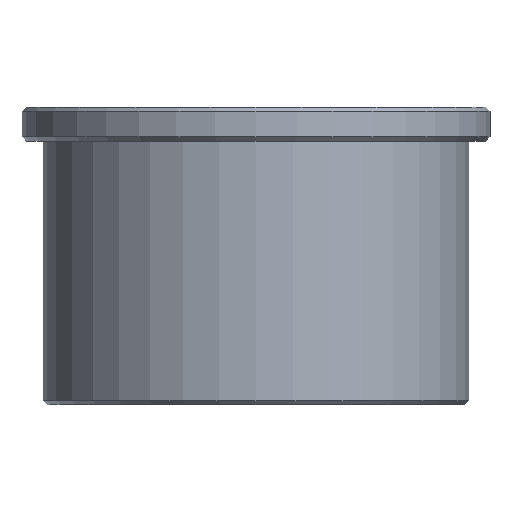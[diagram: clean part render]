
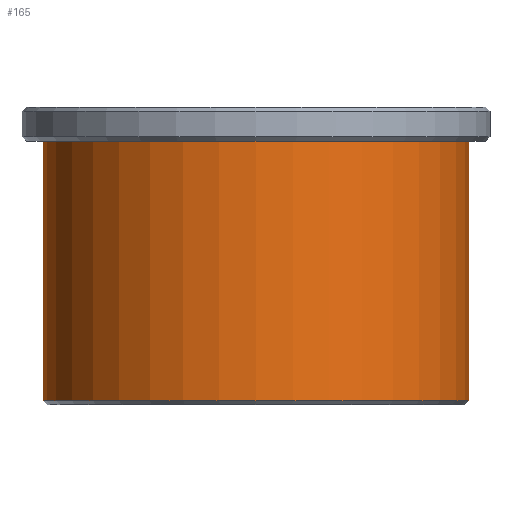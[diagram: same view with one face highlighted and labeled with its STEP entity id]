
A CAD part, front view. The second image highlights one B-rep face of the part: STEP entity #165.
In plain terms, the highlighted cylindrical face has radius 50 mm (diameter 100 mm), a full revolution.
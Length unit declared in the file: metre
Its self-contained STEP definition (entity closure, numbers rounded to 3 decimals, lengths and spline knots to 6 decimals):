
#165=ADVANCED_FACE('',(#204,#205),#206,.T.);
#204=FACE_OUTER_BOUND('',#3165,.T.);
#205=FACE_OUTER_BOUND('',#3166,.T.);
#206=CYLINDRICAL_SURFACE('',#3167,0.05);
#3165=EDGE_LOOP('',(#6161));
#3166=EDGE_LOOP('',(#6162));
#3167=AXIS2_PLACEMENT_3D('',#6163,#6164,#6165);
#6161=ORIENTED_EDGE('',*,*,#6201,.T.);
#6162=ORIENTED_EDGE('',*,*,#6200,.F.);
#6163=CARTESIAN_POINT('',(0.0,0.0,0.0));
#6164=DIRECTION('',(0.0,0.,-1.0));
#6165=DIRECTION('',(0.0,1.0,0.));
#6200=EDGE_CURVE('',#6239,#6239,#6240,.T.);
#6201=EDGE_CURVE('',#6241,#6241,#6242,.T.);
#6239=VERTEX_POINT('',#6405);
#6240=CIRCLE('',#6406,0.05);
#6241=VERTEX_POINT('',#6407);
#6242=CIRCLE('',#6408,0.05);
#6405=CARTESIAN_POINT('',(0.0,0.05,0.001));
#6406=AXIS2_PLACEMENT_3D('',#6451,#6452,#6453);
#6407=CARTESIAN_POINT('',(0.0,0.05,0.062));
#6408=AXIS2_PLACEMENT_3D('',#6454,#6455,#6456);
#6451=CARTESIAN_POINT('',(0.0,0.0,0.001));
#6452=DIRECTION('',(0.0,0.,-1.0));
#6453=DIRECTION('',(0.0,1.0,0.));
#6454=CARTESIAN_POINT('',(0.0,0.,0.062));
#6455=DIRECTION('',(0.0,0.,-1.0));
#6456=DIRECTION('',(0.0,1.0,0.));
